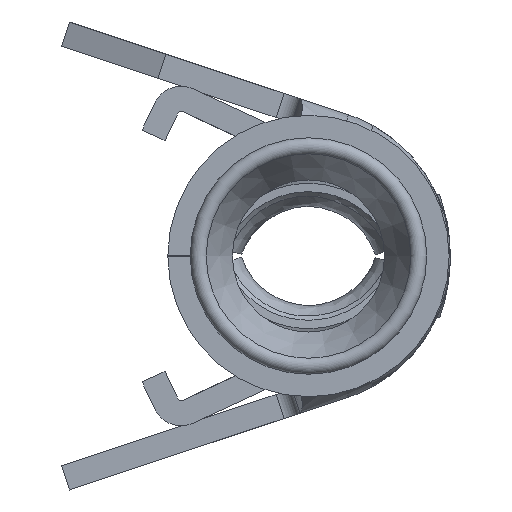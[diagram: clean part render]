
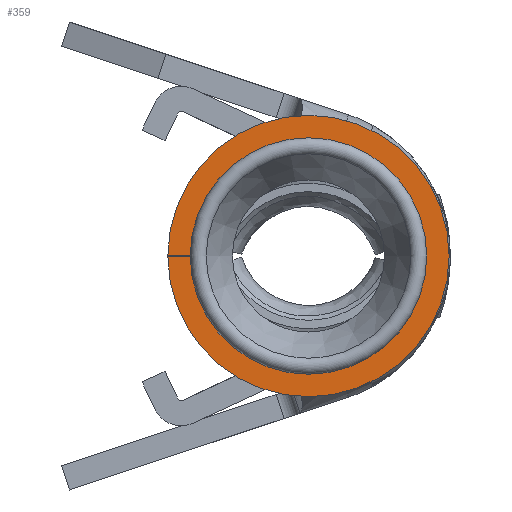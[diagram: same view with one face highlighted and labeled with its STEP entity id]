
A CAD part, left-side view. The second image highlights one B-rep face of the part: STEP entity #359.
In plain terms, the highlighted planar face has unit normal (-1, 0, 0).
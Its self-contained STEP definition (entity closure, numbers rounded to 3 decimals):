
#238=PLANE('',#3176);
#359=ADVANCED_FACE('',(#567),#238,.T.);
#567=FACE_OUTER_BOUND('',#726,.T.);
#726=EDGE_LOOP('',(#1599,#1600,#1601,#1602));
#988=CIRCLE('',#3174,1.665);
#989=CIRCLE('',#3175,1.245);
#1599=ORIENTED_EDGE('',*,*,#2470,.T.);
#1600=ORIENTED_EDGE('',*,*,#2471,.T.);
#1601=ORIENTED_EDGE('',*,*,#2472,.T.);
#1602=ORIENTED_EDGE('',*,*,#2469,.F.);
#1886=VERTEX_POINT('',#3938);
#1896=VERTEX_POINT('',#3960);
#2091=VERTEX_POINT('',#5937);
#2092=VERTEX_POINT('',#5964);
#2469=EDGE_CURVE('',#2091,#1886,#2768,.T.);
#2470=EDGE_CURVE('',#2091,#2092,#988,.T.);
#2471=EDGE_CURVE('',#2092,#1896,#2769,.T.);
#2472=EDGE_CURVE('',#1896,#1886,#989,.T.);
#2768=LINE('',#5938,#2997);
#2769=LINE('',#5965,#2998);
#2997=VECTOR('',#3703,1.);
#2998=VECTOR('',#3706,1.);
#3174=AXIS2_PLACEMENT_3D('',#5963,#3704,#3705);
#3175=AXIS2_PLACEMENT_3D('',#5966,#3707,#3708);
#3176=AXIS2_PLACEMENT_3D('',#5967,#3709,#3710);
#3703=DIRECTION('',(0.,-1.,0.));
#3704=DIRECTION('',(-1.,0.,0.));
#3705=DIRECTION('',(0.,1.,-0.006));
#3706=DIRECTION('',(0.,-1.,0.));
#3707=DIRECTION('',(1.,0.,0.));
#3708=DIRECTION('',(0.,1.,0.008));
#3709=DIRECTION('',(-1.,0.,0.));
#3710=DIRECTION('',(0.,-1.,0.));
#3938=CARTESIAN_POINT('',(-1.1,1.245,-0.01));
#3960=CARTESIAN_POINT('',(-1.1,1.245,0.01));
#5937=CARTESIAN_POINT('',(-1.1,1.665,-0.01));
#5938=CARTESIAN_POINT('',(-1.1,1.665,-0.01));
#5963=CARTESIAN_POINT('',(-1.1,0.,0.));
#5964=CARTESIAN_POINT('',(-1.1,1.665,0.01));
#5965=CARTESIAN_POINT('',(-1.1,1.665,0.01));
#5966=CARTESIAN_POINT('',(-1.1,0.,0.));
#5967=CARTESIAN_POINT('',(-1.1,0.,0.));
